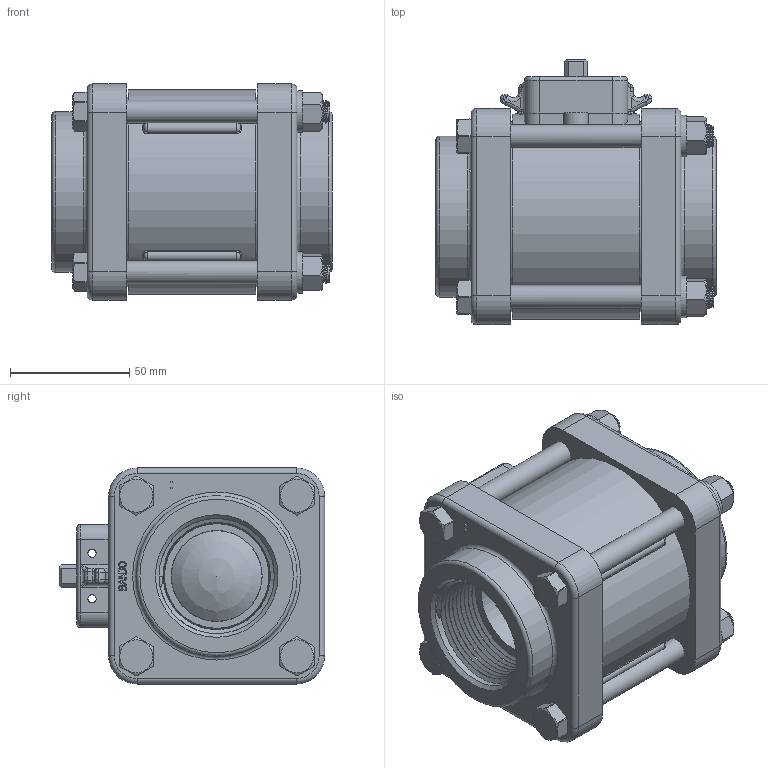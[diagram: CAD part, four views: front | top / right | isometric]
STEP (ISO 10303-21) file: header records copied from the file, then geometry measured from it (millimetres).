
FILE_DESCRIPTION(/* description */ ('EVX 1 1/2" NPT 2 WAY BOLTED VALVE ONLY'),/* implementation_level */ '2;1');
FILE_NAME(/* name */ 'EVX151X.stp',/* time_stamp */ '2019-09-20T11:32:27-04:00',/* author */ ('CPM'),/* organization */ (''),/* preprocessor_version */ 'ST-DEVELOPER v17.2',/* originating_system */ 'Autodesk Inventor 2019',/* authorisation */ '');
FILE_SCHEMA (('AUTOMOTIVE_DESIGN { 1 0 10303 214 3 1 1 }'));
Length unit declared in the file: inch
Products named in the file (13): EVX151X; MEVX20254A; MEVX20254AX; V20017; V20018; V20019; VE20258A; VE20264; VE20257A; VX20257; VE20255SSH; EVP20151A; AQ206V
Assembly tree (24 placements, depth 3):
  EVX151X
    MEVX20254A
      MEVX20254AX
    V20017  x4
    V20018  x4
    V20019  x4
    VE20258A  x2
    VE20264  x2
    VE20257A  x2
      VX20257
    VE20255SSH
    EVP20151A
    AQ206V
Bounding box: 117.3 x 111.08 x 90.42 mm (x, y, z)
Volume: 496131.4 mm3; surface area: 159520.8 mm2
Topology: 22 solids, 22 shells, 1263 faces, 3248 edges, 2077 vertices
Faces by surface type: cylinder 382, plane 338, cone 326, bspline 128, torus 75, sphere 14
Full cylindrical faces by diameter (mm): 3.429 x4, 8.236 x60, 9.525 x60, 10.312 x8, 13.665 x1, 19.177 x2, 19.304 x1, 25.4 x1, 25.908 x1, 37.973 x2, 38.1 x4, 50.546 x2, 50.673 x2, 57.404 x2, 65.024 x1, 67.31 x2, 71.425 x2, 77.8 x2, 79.502 x2, 79.756 x2, 85.852 x1
Entity records: 25002 total; most frequent: CARTESIAN_POINT 9651, ORIENTED_EDGE 3156, DIRECTION 3064, EDGE_CURVE 1578, AXIS2_PLACEMENT_3D 1222, VERTEX_POINT 1007, EDGE_LOOP 691, FACE_OUTER_BOUND 624
